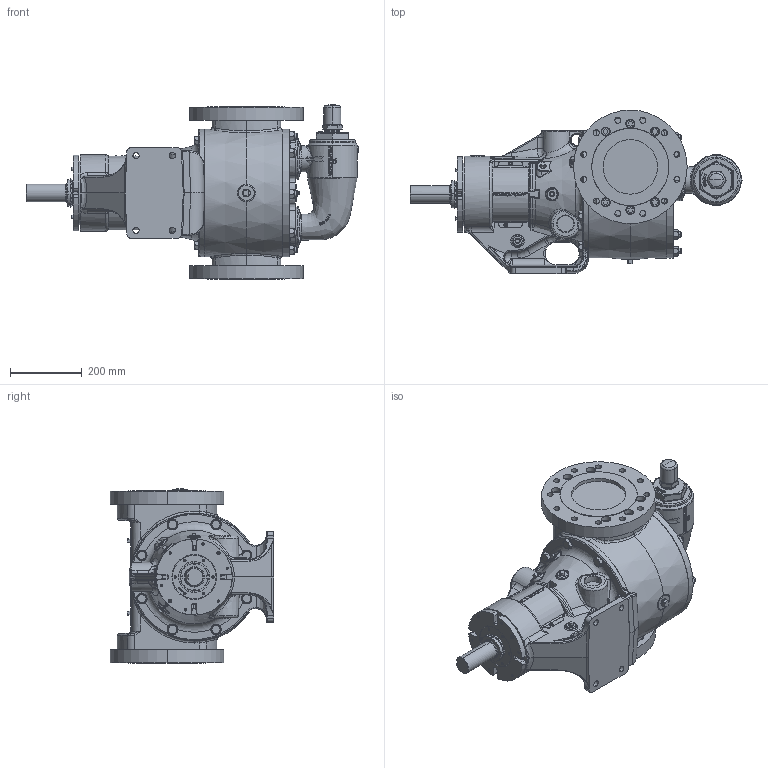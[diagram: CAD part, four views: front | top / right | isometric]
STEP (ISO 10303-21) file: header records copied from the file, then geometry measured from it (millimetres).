
FILE_DESCRIPTION (( 'STEP AP214' ), '1' );
FILE_NAME ('QV-2233.STEP', '2024-04-17T13:52:13', ( '' ), ( '' ), 'SwSTEP 2.0', 'SolidWorks 2022', '' );
FILE_SCHEMA (( 'AUTOMOTIVE_DESIGN' ));
Length unit declared in the file: inch
Products named in the file (1): QV-2233
Bounding box: 928.18 x 457.2 x 488.15 mm (x, y, z)
Volume: 53346660.6 mm3; surface area: 1757209.4 mm2
Topology: 1 solids, 1 shells, 4964 faces, 12787 edges, 8075 vertices
Faces by surface type: plane 1761, bspline 1707, cylinder 740, cone 558, torus 138, sphere 60
Entity records: 313954 total; most frequent: CARTESIAN_POINT 154368, ORIENTED_EDGE 25344, DIRECTION 17148, EDGE_CURVE 12672, VERTEX_POINT 8072, AXIS2_PLACEMENT_3D 5890, EDGE_LOOP 5396, LINE 5368
